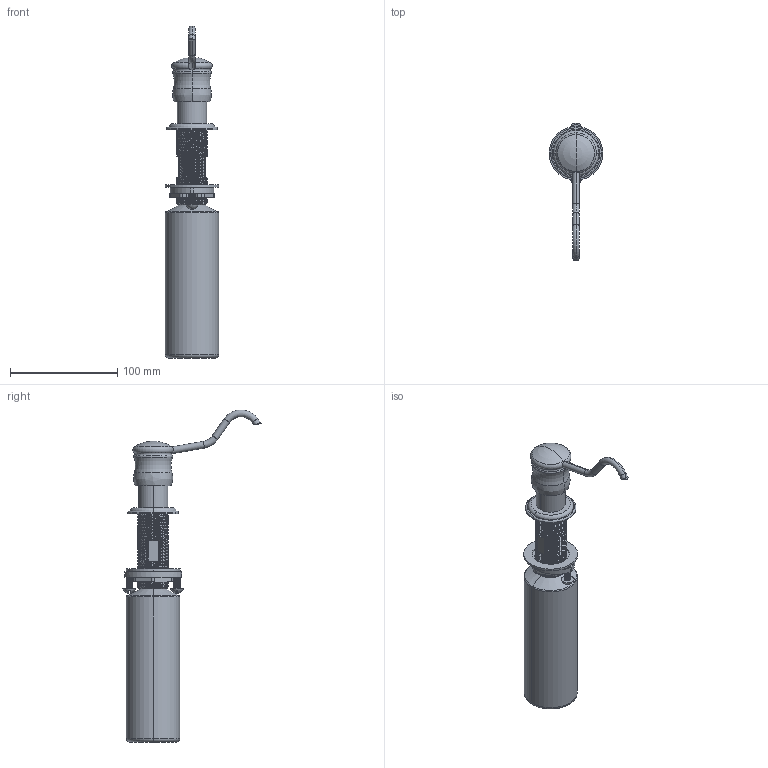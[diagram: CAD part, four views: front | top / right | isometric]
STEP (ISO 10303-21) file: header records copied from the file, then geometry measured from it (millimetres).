
FILE_DESCRIPTION((''),'2;1');
FILE_NAME('127','2021-11-10T13:27:55',('rsmith'),(''),'CREO PARAMETRIC BY PTC INC, 2018400','CREO PARAMETRIC BY PTC INC, 2018400','');
FILE_SCHEMA(('AUTOMOTIVE_DESIGN { 1 0 10303 214 1 1 1 1 }'));
Length unit declared in the file: inch
Products named in the file (1): 127
Bounding box: 50.04 x 128.81 x 309.26 mm (x, y, z)
Volume: 383674.7 mm3; surface area: 54128 mm2
Topology: 1 solids, 1 shells, 442 faces, 1238 edges, 805 vertices
Faces by surface type: cylinder 170, bspline 149, plane 77, cone 22, torus 20, sphere 4
Entity records: 69808 total; most frequent: CARTESIAN_POINT 52521, ORIENTED_EDGE 2472, PRESENTATION_STYLE_ASSIGNMENT 1562, DIRECTION 1419, STYLED_ITEM 1237, CURVE_STYLE 1236, EDGE_CURVE 1236, VERTEX_POINT 805
